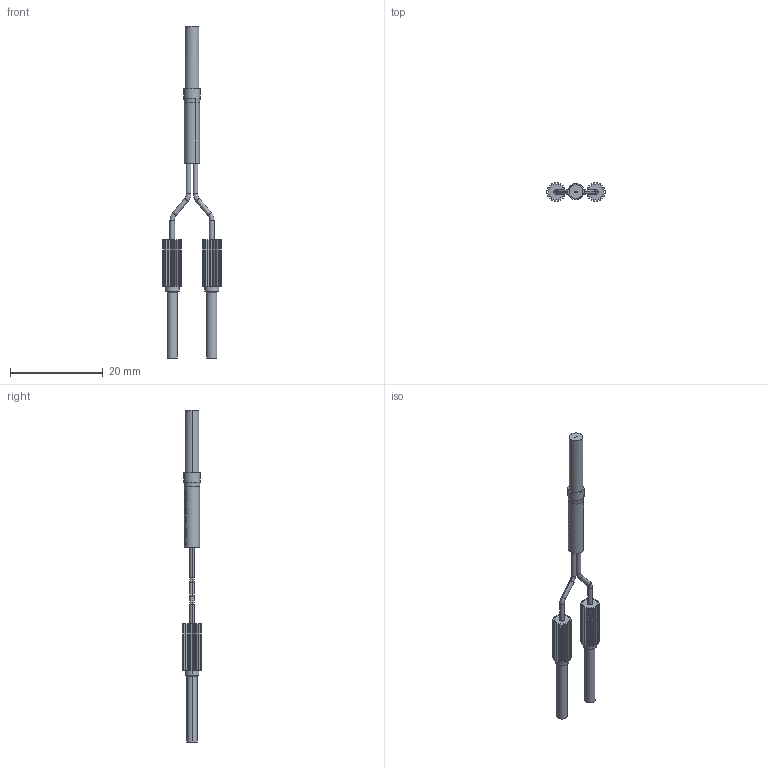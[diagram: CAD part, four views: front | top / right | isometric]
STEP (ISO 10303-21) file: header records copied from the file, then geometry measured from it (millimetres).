
FILE_DESCRIPTION (( 'STEP AP203' ), '1' );
FILE_NAME ('PD-S32-Q.STEP', '2018-08-02T07:02:47', ( 'XiaZaiMa.COM' ), ( 'Win10NeT.COM' ), 'SwSTEP 2.0', 'SolidWorks 2016', '' );
FILE_SCHEMA (( 'CONFIG_CONTROL_DESIGN' ));
Length unit declared in the file: millimetre
Products named in the file (3): 3.0热缩管; PD-S32-Q
Assembly tree (2 placements, depth 2):
  PD-S32-Q
    PD-S32-Q
    3.0热缩管
Bounding box: 12.47 x 3.97 x 71.4 mm (x, y, z)
Volume: 499.4 mm3; surface area: 1499 mm2
Topology: 2 solids, 2 shells, 601 faces, 1702 edges, 1123 vertices
Faces by surface type: plane 325, bspline 163, cylinder 95, cone 10, torus 8
Entity records: 26226 total; most frequent: CARTESIAN_POINT 11808, ORIENTED_EDGE 3404, DIRECTION 2294, EDGE_CURVE 1702, VERTEX_POINT 1123, LINE 958, VECTOR 958, AXIS2_PLACEMENT_3D 668
